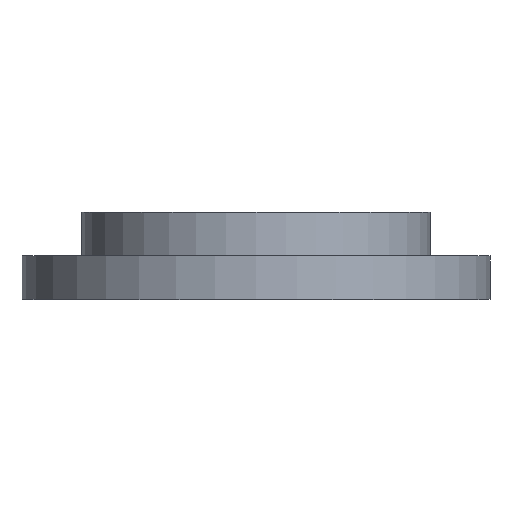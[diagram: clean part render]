
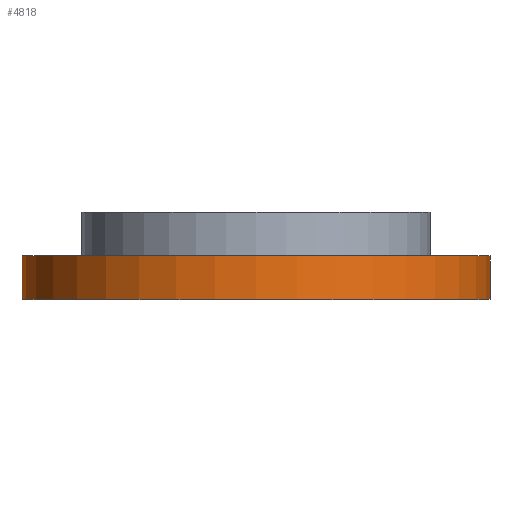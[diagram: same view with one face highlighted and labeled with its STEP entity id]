
A CAD part, top view. The second image highlights one B-rep face of the part: STEP entity #4818.
In plain terms, the highlighted cylindrical face has radius 21.5 mm (diameter 43 mm), a full revolution.
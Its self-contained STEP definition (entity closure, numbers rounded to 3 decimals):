
#338=FACE_OUTER_BOUND('',#616,.T.);
#616=EDGE_LOOP('',(#4304,#4305,#4306,#4307));
#689=CIRCLE('',#5100,21.5);
#694=CIRCLE('',#5137,21.5);
#1377=LINE('',#23302,#1572);
#1572=VECTOR('',#5941,21.5);
#2069=VERTEX_POINT('',#19052);
#2074=VERTEX_POINT('',#23301);
#2779=EDGE_CURVE('',#2069,#2069,#689,.T.);
#2826=EDGE_CURVE('',#2069,#2074,#1377,.T.);
#2827=EDGE_CURVE('',#2074,#2074,#694,.T.);
#4304=ORIENTED_EDGE('',*,*,#2779,.F.);
#4305=ORIENTED_EDGE('',*,*,#2826,.T.);
#4306=ORIENTED_EDGE('',*,*,#2827,.T.);
#4307=ORIENTED_EDGE('',*,*,#2826,.F.);
#4556=CYLINDRICAL_SURFACE('',#5136,21.5);
#4818=ADVANCED_FACE('',(#338),#4556,.T.);
#5100=AXIS2_PLACEMENT_3D('',#19053,#5865,#5866);
#5136=AXIS2_PLACEMENT_3D('',#23300,#5939,#5940);
#5137=AXIS2_PLACEMENT_3D('',#23303,#5942,#5943);
#5865=DIRECTION('center_axis',(0.,1.,0.));
#5866=DIRECTION('ref_axis',(-1.,0.,0.));
#5939=DIRECTION('center_axis',(0.,1.,0.));
#5940=DIRECTION('ref_axis',(-1.,0.,0.));
#5941=DIRECTION('',(0.,-1.,0.));
#5942=DIRECTION('center_axis',(0.,1.,0.));
#5943=DIRECTION('ref_axis',(-1.,0.,0.));
#19052=CARTESIAN_POINT('',(21.5,4.,0.));
#19053=CARTESIAN_POINT('Origin',(0.,4.,0.));
#23300=CARTESIAN_POINT('Origin',(0.,0.,0.));
#23301=CARTESIAN_POINT('',(21.5,0.,0.));
#23302=CARTESIAN_POINT('',(21.5,0.,0.));
#23303=CARTESIAN_POINT('Origin',(0.,0.,0.));
